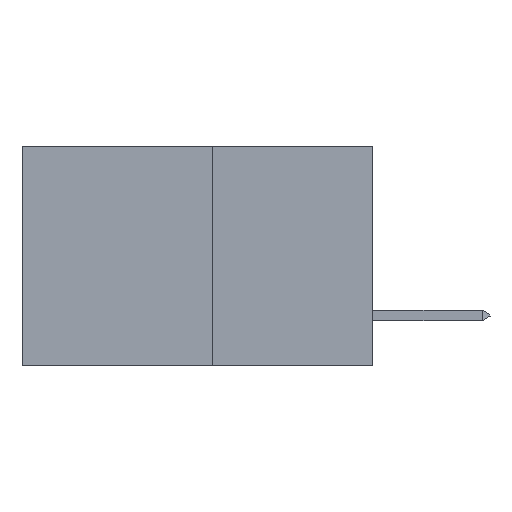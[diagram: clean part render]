
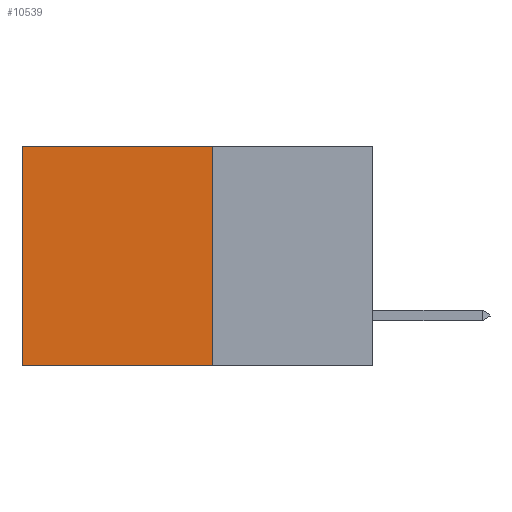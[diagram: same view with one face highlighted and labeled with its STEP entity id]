
A CAD part, left-side view. The second image highlights one B-rep face of the part: STEP entity #10539.
In plain terms, the highlighted planar face has unit normal (-1, 0, 0).
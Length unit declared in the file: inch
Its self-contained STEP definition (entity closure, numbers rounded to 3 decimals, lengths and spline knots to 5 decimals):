
#1254 = VECTOR ( 'NONE', #4304, 39.37008 ) ;
#1317 = LINE ( 'NONE', #13267, #9057 ) ;
#2456 = VECTOR ( 'NONE', #5625, 39.37008 ) ;
#2698 = EDGE_CURVE ( 'NONE', #6170, #6988, #3293, .T. ) ;
#3293 = LINE ( 'NONE', #11473, #10869 ) ;
#3585 = AXIS2_PLACEMENT_3D ( 'NONE', #8249, #13251, #7233 ) ;
#3867 = CARTESIAN_POINT ( 'NONE',  ( 0.277, 0.59, 0. ) ) ;
#4216 = EDGE_CURVE ( 'NONE', #5084, #6988, #7688, .T. ) ;
#4304 = DIRECTION ( 'NONE',  ( 0., 0., -1. ) ) ;
#4403 = DIRECTION ( 'NONE',  ( 0., 0., -1. ) ) ;
#4465 = LINE ( 'NONE', #11465, #1254 ) ;
#4711 = CARTESIAN_POINT ( 'NONE',  ( 0.277, 0.27, -0.37 ) ) ;
#4884 = CARTESIAN_POINT ( 'NONE',  ( 0.277, 0.59, -0.37 ) ) ;
#5084 = VERTEX_POINT ( 'NONE', #12776 ) ;
#5420 = ORIENTED_EDGE ( 'NONE', *, *, #6719, .F. ) ;
#5625 = DIRECTION ( 'NONE',  ( 0., 1., 0. ) ) ;
#6066 = EDGE_CURVE ( 'NONE', #10662, #6170, #1317, .T. ) ;
#6146 = PLANE ( 'NONE',  #3585 ) ;
#6170 = VERTEX_POINT ( 'NONE', #3867 ) ;
#6543 = ORIENTED_EDGE ( 'NONE', *, *, #6066, .T. ) ;
#6719 = EDGE_CURVE ( 'NONE', #10662, #5084, #4465, .T. ) ;
#6988 = VERTEX_POINT ( 'NONE', #4884 ) ;
#7233 = DIRECTION ( 'NONE',  ( 0., 0., -1. ) ) ;
#7543 = EDGE_LOOP ( 'NONE', ( #9006, #7896, #5420, #6543 ) ) ;
#7688 = LINE ( 'NONE', #4711, #2456 ) ;
#7896 = ORIENTED_EDGE ( 'NONE', *, *, #4216, .F. ) ;
#8249 = CARTESIAN_POINT ( 'NONE',  ( 0.277, 0.27, -0.37 ) ) ;
#8493 = FACE_OUTER_BOUND ( 'NONE', #7543, .T. ) ;
#9006 = ORIENTED_EDGE ( 'NONE', *, *, #2698, .T. ) ;
#9057 = VECTOR ( 'NONE', #12387, 39.37008 ) ;
#10539 = ADVANCED_FACE ( 'NONE', ( #8493 ), #6146, .F. ) ;
#10662 = VERTEX_POINT ( 'NONE', #11487 ) ;
#10869 = VECTOR ( 'NONE', #4403, 39.37008 ) ;
#11465 = CARTESIAN_POINT ( 'NONE',  ( 0.277, 0.27, -0.37 ) ) ;
#11473 = CARTESIAN_POINT ( 'NONE',  ( 0.277, 0.59, -0.37 ) ) ;
#11487 = CARTESIAN_POINT ( 'NONE',  ( 0.277, 0.27, 0. ) ) ;
#12387 = DIRECTION ( 'NONE',  ( 0., 1., 0. ) ) ;
#12776 = CARTESIAN_POINT ( 'NONE',  ( 0.277, 0.27, -0.37 ) ) ;
#13251 = DIRECTION ( 'NONE',  ( 1., 0., 0. ) ) ;
#13267 = CARTESIAN_POINT ( 'NONE',  ( 0.277, 0.27, 0. ) ) ;
